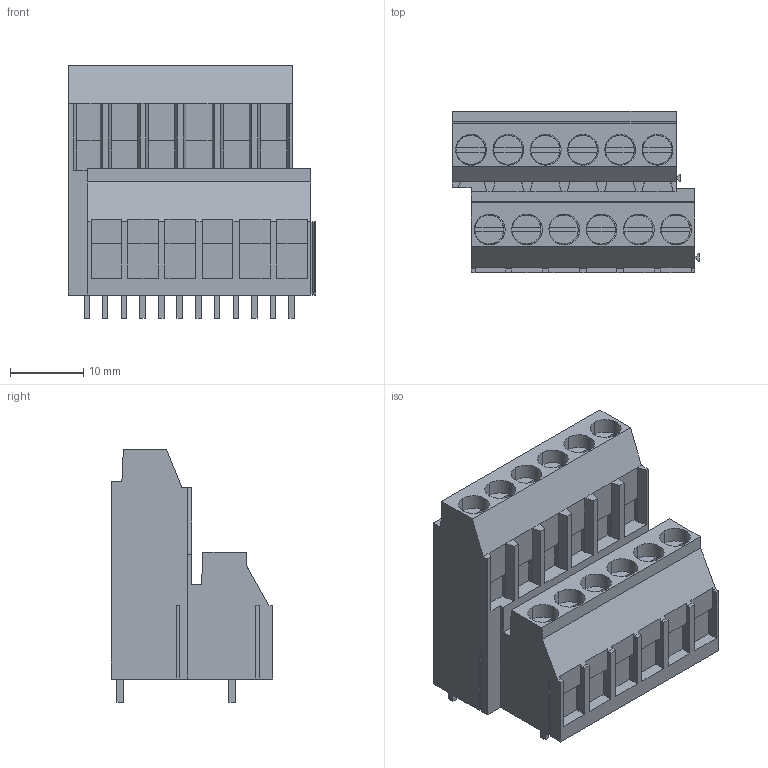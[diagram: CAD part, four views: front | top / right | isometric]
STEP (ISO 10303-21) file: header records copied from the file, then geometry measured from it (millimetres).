
FILE_DESCRIPTION(('CATIA V5 STEP','CAx-IF Rec.Pracs.--- Model Styling and Organization---1.4--- 2014-01-23'),'2;1');
FILE_NAME ('D1460974_1', '2024-03-18T12:50:06+00:00', ('none'), ('Weidmueller'), 'CATIA Version 5-6 Release 2016 SP3 HF44', 'CATIA V5 STEP AP214', 'none');
FILE_SCHEMA(('AUTOMOTIVE_DESIGN { 1 0 10303 214 1 1 1 1 }'));
Length unit declared in the file: millimetre
Products named in the file (1): 1977500000
Bounding box: 33.67 x 21.94 x 34.47 mm (x, y, z)
Volume: 12997.5 mm3; surface area: 6936.9 mm2
Topology: 25 solids, 25 shells, 700 faces, 1992 edges, 1355 vertices
Faces by surface type: plane 652, cylinder 48
Entity records: 21246 total; most frequent: CARTESIAN_POINT 4069, ORIENTED_EDGE 3984, DIRECTION 2807, EDGE_CURVE 1992, VECTOR 1773, LINE 1773, VERTEX_POINT 1355, EDGE_LOOP 713
